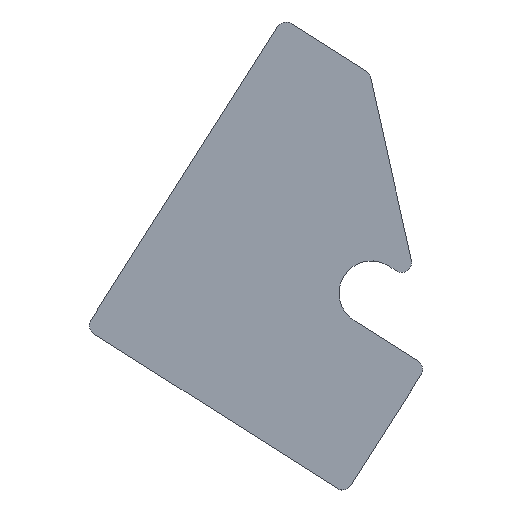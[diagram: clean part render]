
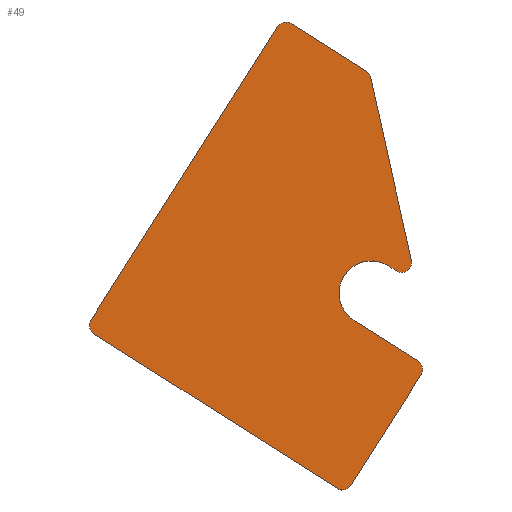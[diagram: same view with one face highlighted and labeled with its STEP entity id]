
A CAD part, top view. The second image highlights one B-rep face of the part: STEP entity #49.
In plain terms, the highlighted planar face has unit normal (0, 0, 1).
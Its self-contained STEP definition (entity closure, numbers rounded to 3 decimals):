
#36=PLANE('',#349);
#45=B_SPLINE_CURVE_WITH_KNOTS('',3,(#521,#522,#523,#524),.UNSPECIFIED.,
 .F.,.F.,(4,4),(0.,1.),.UNSPECIFIED.);
#49=ADVANCED_FACE('',(#72),#36,.T.);
#72=FACE_OUTER_BOUND('',#88,.T.);
#88=EDGE_LOOP('',(#178,#179,#180,#181,#182,#183,#184,#185,#186,#187,#188,
#189,#190,#191,#192));
#103=LINE('',#461,#130);
#111=LINE('',#499,#138);
#112=LINE('',#504,#139);
#113=LINE('',#508,#140);
#114=LINE('',#512,#141);
#115=LINE('',#516,#142);
#116=LINE('',#520,#143);
#130=VECTOR('',#372,1.);
#138=VECTOR('',#396,1.);
#139=VECTOR('',#399,1.);
#140=VECTOR('',#402,1.);
#141=VECTOR('',#405,1.);
#142=VECTOR('',#408,1.);
#143=VECTOR('',#411,1.);
#178=ORIENTED_EDGE('',*,*,#293,.T.);
#179=ORIENTED_EDGE('',*,*,#294,.T.);
#180=ORIENTED_EDGE('',*,*,#295,.T.);
#181=ORIENTED_EDGE('',*,*,#296,.T.);
#182=ORIENTED_EDGE('',*,*,#297,.T.);
#183=ORIENTED_EDGE('',*,*,#298,.T.);
#184=ORIENTED_EDGE('',*,*,#299,.T.);
#185=ORIENTED_EDGE('',*,*,#300,.T.);
#186=ORIENTED_EDGE('',*,*,#301,.T.);
#187=ORIENTED_EDGE('',*,*,#302,.T.);
#188=ORIENTED_EDGE('',*,*,#303,.T.);
#189=ORIENTED_EDGE('',*,*,#273,.F.);
#190=ORIENTED_EDGE('',*,*,#277,.F.);
#191=ORIENTED_EDGE('',*,*,#304,.T.);
#192=ORIENTED_EDGE('',*,*,#305,.T.);
#243=VERTEX_POINT('',#453);
#244=VERTEX_POINT('',#454);
#247=VERTEX_POINT('',#462);
#261=VERTEX_POINT('',#500);
#262=VERTEX_POINT('',#501);
#263=VERTEX_POINT('',#503);
#264=VERTEX_POINT('',#505);
#265=VERTEX_POINT('',#507);
#266=VERTEX_POINT('',#509);
#267=VERTEX_POINT('',#511);
#268=VERTEX_POINT('',#513);
#269=VERTEX_POINT('',#515);
#270=VERTEX_POINT('',#517);
#271=VERTEX_POINT('',#519);
#272=VERTEX_POINT('',#525);
#273=EDGE_CURVE('',#243,#244,#317,.T.);
#277=EDGE_CURVE('',#247,#243,#103,.T.);
#293=EDGE_CURVE('',#261,#262,#111,.T.);
#294=EDGE_CURVE('',#262,#263,#325,.T.);
#295=EDGE_CURVE('',#263,#264,#112,.T.);
#296=EDGE_CURVE('',#264,#265,#326,.T.);
#297=EDGE_CURVE('',#265,#266,#113,.T.);
#298=EDGE_CURVE('',#266,#267,#327,.T.);
#299=EDGE_CURVE('',#267,#268,#114,.T.);
#300=EDGE_CURVE('',#268,#269,#328,.T.);
#301=EDGE_CURVE('',#269,#270,#115,.T.);
#302=EDGE_CURVE('',#270,#271,#329,.T.);
#303=EDGE_CURVE('',#271,#244,#116,.T.);
#304=EDGE_CURVE('',#247,#272,#45,.T.);
#305=EDGE_CURVE('',#272,#261,#330,.T.);
#317=CIRCLE('',#332,2.);
#325=CIRCLE('',#343,2.);
#326=CIRCLE('',#344,2.);
#327=CIRCLE('',#345,2.);
#328=CIRCLE('',#346,2.);
#329=CIRCLE('',#347,2.);
#330=CIRCLE('',#348,6.5);
#332=AXIS2_PLACEMENT_3D('',#452,#364,#365);
#343=AXIS2_PLACEMENT_3D('',#502,#397,#398);
#344=AXIS2_PLACEMENT_3D('',#506,#400,#401);
#345=AXIS2_PLACEMENT_3D('',#510,#403,#404);
#346=AXIS2_PLACEMENT_3D('',#514,#406,#407);
#347=AXIS2_PLACEMENT_3D('',#518,#409,#410);
#348=AXIS2_PLACEMENT_3D('',#526,#412,#413);
#349=AXIS2_PLACEMENT_3D('',#527,#414,#415);
#364=DIRECTION('',(0.,0.,-1.));
#365=DIRECTION('',(1.,0.,0.));
#372=DIRECTION('',(0.844,-0.537,0.));
#396=DIRECTION('',(0.844,-0.537,0.));
#397=DIRECTION('',(0.,0.,1.));
#398=DIRECTION('',(1.,0.,0.));
#399=DIRECTION('',(-0.217,0.976,0.));
#400=DIRECTION('',(0.,0.,1.));
#401=DIRECTION('',(1.,0.,0.));
#402=DIRECTION('',(-0.844,0.537,0.));
#403=DIRECTION('',(0.,0.,1.));
#404=DIRECTION('',(1.,0.,0.));
#405=DIRECTION('',(-0.537,-0.844,0.));
#406=DIRECTION('',(0.,0.,1.));
#407=DIRECTION('',(1.,0.,0.));
#408=DIRECTION('',(0.844,-0.537,0.));
#409=DIRECTION('',(0.,0.,1.));
#410=DIRECTION('',(1.,0.,0.));
#411=DIRECTION('',(0.537,0.844,0.));
#412=DIRECTION('',(0.,0.,-1.));
#413=DIRECTION('',(1.,0.,0.));
#414=DIRECTION('',(0.,0.,1.));
#415=DIRECTION('',(0.,-1.,0.));
#452=CARTESIAN_POINT('',(29.833,-15.38,1.));
#453=CARTESIAN_POINT('',(30.907,-13.693,1.));
#454=CARTESIAN_POINT('',(31.521,-16.454,1.));
#461=CARTESIAN_POINT('',(18.022,-5.494,1.));
#462=CARTESIAN_POINT('',(18.023,-5.493,1.));
#499=CARTESIAN_POINT('',(21.092,7.962,1.));
#500=CARTESIAN_POINT('',(25.002,5.474,1.));
#501=CARTESIAN_POINT('',(26.536,4.498,1.));
#502=CARTESIAN_POINT('',(27.61,6.185,1.));
#503=CARTESIAN_POINT('',(29.562,6.619,1.));
#504=CARTESIAN_POINT('',(29.044,8.951,1.));
#505=CARTESIAN_POINT('',(21.387,43.405,1.));
#506=CARTESIAN_POINT('',(19.435,42.971,1.));
#507=CARTESIAN_POINT('',(20.509,44.659,1.));
#508=CARTESIAN_POINT('',(20.159,44.881,1.));
#509=CARTESIAN_POINT('',(5.408,54.269,1.));
#510=CARTESIAN_POINT('',(4.334,52.581,1.));
#511=CARTESIAN_POINT('',(2.647,53.655,1.));
#512=CARTESIAN_POINT('',(2.11,52.811,1.));
#513=CARTESIAN_POINT('',(-34.935,-5.401,1.));
#514=CARTESIAN_POINT('',(-33.247,-6.475,1.));
#515=CARTESIAN_POINT('',(-34.321,-8.162,1.));
#516=CARTESIAN_POINT('',(-33.478,-8.699,1.));
#517=CARTESIAN_POINT('',(14.611,-39.301,1.));
#518=CARTESIAN_POINT('',(15.685,-37.614,1.));
#519=CARTESIAN_POINT('',(17.372,-38.688,1.));
#520=CARTESIAN_POINT('',(17.909,-37.844,1.));
#521=CARTESIAN_POINT('',(18.023,-5.493,1.));
#522=CARTESIAN_POINT('',(17.807,-5.355,1.));
#523=CARTESIAN_POINT('',(17.598,-5.205,1.));
#524=CARTESIAN_POINT('',(17.396,-5.041,1.));
#525=CARTESIAN_POINT('',(17.396,-5.041,1.));
#526=CARTESIAN_POINT('',(21.512,-0.01,1.));
#527=CARTESIAN_POINT('',(10.5,15.,1.));
